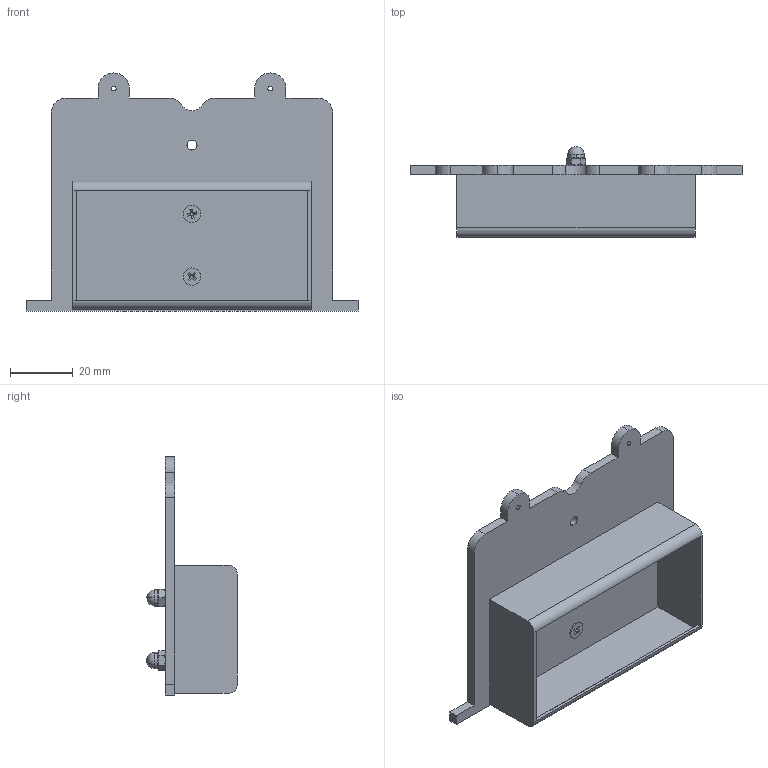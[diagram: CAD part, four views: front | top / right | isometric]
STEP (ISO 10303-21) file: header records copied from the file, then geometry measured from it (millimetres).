
FILE_DESCRIPTION (( 'STEP AP214' ), '1' );
FILE_NAME ('Buoc 12.STEP', '2018-01-27T01:51:00', ( 'Admin' ), ( 'Microsoft' ), 'SwSTEP 2.0', 'SolidWorks 2016', '' );
FILE_SCHEMA (( 'AUTOMOTIVE_DESIGN' ));
Length unit declared in the file: millimetre
Products named in the file (5): capnut m3; countersunk flat head cross recess screw_iso_ISO 7046-1 - M3 x 8 - Z - 8S; De pin sac 2 vien; Tam ga pin; Buoc 12
Assembly tree (6 placements, depth 2):
  Buoc 12
    Tam ga pin
    De pin sac 2 vien
    countersunk flat head cross recess screw_iso_ISO 7046-1 - M3 x 8 - Z - 8S  x2
    capnut m3  x2
Bounding box: 106 x 29 x 76 mm (x, y, z)
Volume: 26624.2 mm3; surface area: 29854.3 mm2
Topology: 6 solids, 6 shells, 352 faces, 912 edges, 570 vertices
Faces by surface type: cone 142, cylinder 103, plane 93, bspline 6, torus 4, sphere 4
Entity records: 13825 total; most frequent: CARTESIAN_POINT 8051, DIRECTION 1146, ORIENTED_EDGE 1074, EDGE_CURVE 537, AXIS2_PLACEMENT_3D 449, VERTEX_POINT 341, LINE 248, VECTOR 248
